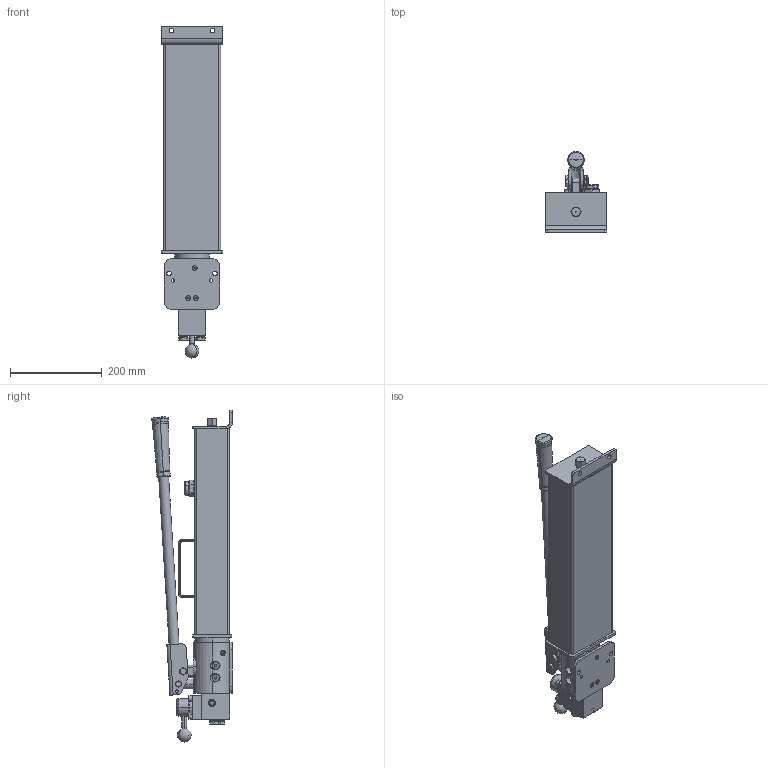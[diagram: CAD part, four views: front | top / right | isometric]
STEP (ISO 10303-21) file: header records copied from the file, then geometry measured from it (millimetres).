
FILE_DESCRIPTION (( 'STEP AP203' ), '1' );
FILE_NAME ('H1842.STEP', '2017-07-12T05:17:20', ( '' ), ( '' ), 'SwSTEP 2.0', 'SolidWorks 2017', '' );
FILE_SCHEMA (( 'CONFIG_CONTROL_DESIGN' ));
Length unit declared in the file: millimetre
Products named in the file (1): H1842
Bounding box: 135 x 176.27 x 723.3 mm (x, y, z)
Volume: 1899620 mm3; surface area: 745172 mm2
Topology: 53 solids, 53 shells, 1756 faces, 4004 edges, 2386 vertices
Faces by surface type: cylinder 615, cone 528, plane 524, torus 68, bspline 15, sphere 6
Entity records: 52534 total; most frequent: CARTESIAN_POINT 13026, DIRECTION 8640, ORIENTED_EDGE 7804, EDGE_CURVE 3902, AXIS2_PLACEMENT_3D 3431, VERTEX_POINT 2376, EDGE_LOOP 2010, LINE 1778
